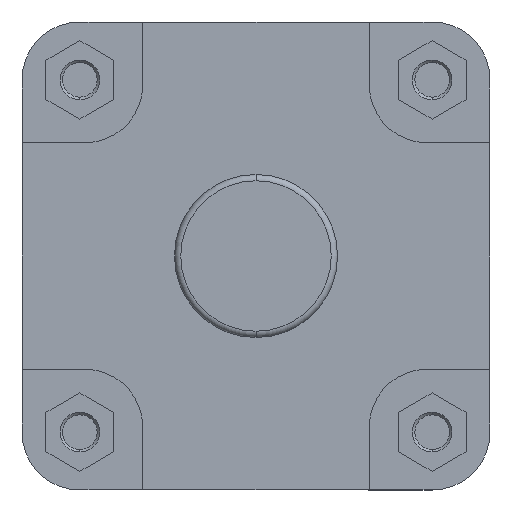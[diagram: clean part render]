
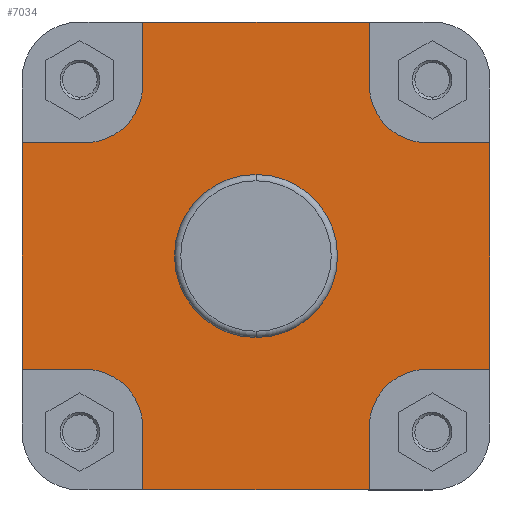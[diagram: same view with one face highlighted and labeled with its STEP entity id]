
A CAD part, left-side view. The second image highlights one B-rep face of the part: STEP entity #7034.
In plain terms, the highlighted planar face has unit normal (-1, 0, 0).
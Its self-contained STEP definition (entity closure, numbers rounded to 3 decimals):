
#121 = EDGE_CURVE ( 'NONE', #2790, #2789, #6413, .T. ) ;
#253 = EDGE_CURVE ( 'NONE', #2792, #2791, #6636, .T. ) ;
#254 = EDGE_CURVE ( 'NONE', #2793, #2792, #6641, .T. ) ;
#255 = EDGE_CURVE ( 'NONE', #2794, #2793, #6640, .T. ) ;
#256 = EDGE_CURVE ( 'NONE', #2795, #2794, #6639, .T. ) ;
#257 = EDGE_CURVE ( 'NONE', #2796, #2795, #6638, .T. ) ;
#258 = EDGE_CURVE ( 'NONE', #2797, #2796, #6648, .T. ) ;
#259 = EDGE_CURVE ( 'NONE', #2782, #2797, #6647, .T. ) ;
#436 = AXIS2_PLACEMENT_3D ( 'NONE', #3414, #3415, #3416 ) ;
#438 = AXIS2_PLACEMENT_3D ( 'NONE', #3423, #3424, #3425 ) ;
#719 = AXIS2_PLACEMENT_3D ( 'NONE', #4865, #4877, #4878 ) ;
#736 = AXIS2_PLACEMENT_3D ( 'NONE', #4942, #4974, #4975 ) ;
#806 = AXIS2_PLACEMENT_3D ( 'NONE', #5292, #5295, #5296 ) ;
#817 = AXIS2_PLACEMENT_3D ( 'NONE', #5331, #5339, #5340 ) ;
#822 = AXIS2_PLACEMENT_3D ( 'NONE', #5419, #5449, #5450 ) ;
#1039 = EDGE_LOOP ( 'NONE', ( #5875, #5876 ) ) ;
#1115 = EDGE_LOOP ( 'NONE', ( #5877, #5878, #5879, #5880, #5881, #5882, #5883, #5884, #5885, #5886, #5887, #5888, #5889, #5890, #5891, #5892 ) ) ;
#2068 = FACE_OUTER_BOUND ( 'NONE', #1115, .T. ) ;
#2075 = FACE_BOUND ( 'NONE', #1039, .T. ) ;
#2110 = VECTOR ( 'NONE', #4977, 1000. ) ;
#2112 = LINE ( 'NONE', #4976, #2110 ) ;
#2114 = LINE ( 'NONE', #4971, #2115 ) ;
#2115 = VECTOR ( 'NONE', #4972, 1000. ) ;
#2117 = CIRCLE ( 'NONE', #736, 23. ) ;
#2145 = VECTOR ( 'NONE', #5045, 1000. ) ;
#2146 = LINE ( 'NONE', #5044, #2145 ) ;
#2257 = LINE ( 'NONE', #5272, #2267 ) ;
#2267 = VECTOR ( 'NONE', #5278, 1000. ) ;
#2269 = LINE ( 'NONE', #5279, #2270 ) ;
#2270 = VECTOR ( 'NONE', #5280, 1000. ) ;
#2271 = VECTOR ( 'NONE', #5293, 1000. ) ;
#2276 = LINE ( 'NONE', #5284, #2271 ) ;
#2280 = CIRCLE ( 'NONE', #806, 23. ) ;
#2302 = CIRCLE ( 'NONE', #817, 32.4 ) ;
#2392 = CIRCLE ( 'NONE', #822, 32.4 ) ;
#2724 = VERTEX_POINT ( 'NONE', #3916 ) ;
#2725 = VERTEX_POINT ( 'NONE', #3917 ) ;
#2782 = VERTEX_POINT ( 'NONE', #3974 ) ;
#2783 = VERTEX_POINT ( 'NONE', #3975 ) ;
#2784 = VERTEX_POINT ( 'NONE', #3976 ) ;
#2785 = VERTEX_POINT ( 'NONE', #3977 ) ;
#2786 = VERTEX_POINT ( 'NONE', #3978 ) ;
#2787 = VERTEX_POINT ( 'NONE', #3979 ) ;
#2788 = VERTEX_POINT ( 'NONE', #3980 ) ;
#2789 = VERTEX_POINT ( 'NONE', #3981 ) ;
#2790 = VERTEX_POINT ( 'NONE', #3982 ) ;
#2791 = VERTEX_POINT ( 'NONE', #3983 ) ;
#2792 = VERTEX_POINT ( 'NONE', #3984 ) ;
#2793 = VERTEX_POINT ( 'NONE', #3985 ) ;
#2794 = VERTEX_POINT ( 'NONE', #3986 ) ;
#2795 = VERTEX_POINT ( 'NONE', #3987 ) ;
#2796 = VERTEX_POINT ( 'NONE', #3988 ) ;
#2797 = VERTEX_POINT ( 'NONE', #3989 ) ;
#3095 = CARTESIAN_POINT ( 'NONE',  ( 55., -45., 93. ) ) ;
#3109 = DIRECTION ( 'NONE',  ( 0., 0., -1. ) ) ;
#3411 = CARTESIAN_POINT ( 'NONE',  ( 55., 93., 45. ) ) ;
#3412 = CARTESIAN_POINT ( 'NONE',  ( 55., 45., 68. ) ) ;
#3413 = DIRECTION ( 'NONE',  ( 0., 0., 1. ) ) ;
#3414 = CARTESIAN_POINT ( 'NONE',  ( 55., 68., 68. ) ) ;
#3415 = DIRECTION ( 'NONE',  ( -1., 0., 0. ) ) ;
#3416 = DIRECTION ( 'NONE',  ( 0., 0., -1. ) ) ;
#3417 = CARTESIAN_POINT ( 'NONE',  ( 55., 93., 0. ) ) ;
#3418 = DIRECTION ( 'NONE',  ( 0., -1., 0. ) ) ;
#3419 = CARTESIAN_POINT ( 'NONE',  ( 55., 68., -45. ) ) ;
#3420 = DIRECTION ( 'NONE',  ( 0., 0., 1. ) ) ;
#3421 = CARTESIAN_POINT ( 'NONE',  ( 55., 45., -93. ) ) ;
#3422 = DIRECTION ( 'NONE',  ( 0., 1., 0. ) ) ;
#3423 = CARTESIAN_POINT ( 'NONE',  ( 55., 68., -68. ) ) ;
#3424 = DIRECTION ( 'NONE',  ( -1., 0., 0. ) ) ;
#3425 = DIRECTION ( 'NONE',  ( 0., 0., -1. ) ) ;
#3427 = DIRECTION ( 'NONE',  ( 0., 0., 1. ) ) ;
#3916 = CARTESIAN_POINT ( 'NONE',  ( 55., 0., 32.4 ) ) ;
#3917 = CARTESIAN_POINT ( 'NONE',  ( 55., 0., -32.4 ) ) ;
#3974 = CARTESIAN_POINT ( 'NONE',  ( 55., 45., -93. ) ) ;
#3975 = CARTESIAN_POINT ( 'NONE',  ( 55., -45., -93. ) ) ;
#3976 = CARTESIAN_POINT ( 'NONE',  ( 55., -45., -68. ) ) ;
#3977 = CARTESIAN_POINT ( 'NONE',  ( 55., -68., -45. ) ) ;
#3978 = CARTESIAN_POINT ( 'NONE',  ( 55., -93., -45. ) ) ;
#3979 = CARTESIAN_POINT ( 'NONE',  ( 55., -93., 45. ) ) ;
#3980 = CARTESIAN_POINT ( 'NONE',  ( 55., -68., 45. ) ) ;
#3981 = CARTESIAN_POINT ( 'NONE',  ( 55., -45., 68. ) ) ;
#3982 = CARTESIAN_POINT ( 'NONE',  ( 55., -45., 93. ) ) ;
#3983 = CARTESIAN_POINT ( 'NONE',  ( 55., 45., 93. ) ) ;
#3984 = CARTESIAN_POINT ( 'NONE',  ( 55., 45., 68. ) ) ;
#3985 = CARTESIAN_POINT ( 'NONE',  ( 55., 68., 45. ) ) ;
#3986 = CARTESIAN_POINT ( 'NONE',  ( 55., 93., 45. ) ) ;
#3987 = CARTESIAN_POINT ( 'NONE',  ( 55., 93., -45. ) ) ;
#3988 = CARTESIAN_POINT ( 'NONE',  ( 55., 68., -45. ) ) ;
#3989 = CARTESIAN_POINT ( 'NONE',  ( 55., 45., -68. ) ) ;
#4865 = CARTESIAN_POINT ( 'NONE',  ( 55., 32.4, 0. ) ) ;
#4876 = PLANE ( 'NONE',  #719 ) ;
#4877 = DIRECTION ( 'NONE',  ( 1., 0., 0. ) ) ;
#4878 = DIRECTION ( 'NONE',  ( 0., 0., -1. ) ) ;
#4942 = CARTESIAN_POINT ( 'NONE',  ( 55., -68., 68. ) ) ;
#4971 = CARTESIAN_POINT ( 'NONE',  ( 55., -93., 0. ) ) ;
#4972 = DIRECTION ( 'NONE',  ( 0., 0., 1. ) ) ;
#4974 = DIRECTION ( 'NONE',  ( -1., 0., 0. ) ) ;
#4975 = DIRECTION ( 'NONE',  ( 0., 0., -1. ) ) ;
#4976 = CARTESIAN_POINT ( 'NONE',  ( 55., -68., 45. ) ) ;
#4977 = DIRECTION ( 'NONE',  ( 0., -1., 0. ) ) ;
#5044 = CARTESIAN_POINT ( 'NONE',  ( 55., -204.741, 93. ) ) ;
#5045 = DIRECTION ( 'NONE',  ( 0., -1., 0. ) ) ;
#5272 = CARTESIAN_POINT ( 'NONE',  ( 55., -45., -68. ) ) ;
#5278 = DIRECTION ( 'NONE',  ( 0., 0., -1. ) ) ;
#5279 = CARTESIAN_POINT ( 'NONE',  ( 55., -204.741, -93. ) ) ;
#5280 = DIRECTION ( 'NONE',  ( 0., -1., 0. ) ) ;
#5284 = CARTESIAN_POINT ( 'NONE',  ( 55., -93., -45. ) ) ;
#5292 = CARTESIAN_POINT ( 'NONE',  ( 55., -68., -68. ) ) ;
#5293 = DIRECTION ( 'NONE',  ( 0., 1., 0. ) ) ;
#5295 = DIRECTION ( 'NONE',  ( -1., 0., 0. ) ) ;
#5296 = DIRECTION ( 'NONE',  ( 0., 0., -1. ) ) ;
#5331 = CARTESIAN_POINT ( 'NONE',  ( 55., 0., 0. ) ) ;
#5339 = DIRECTION ( 'NONE',  ( -1., 0., 0. ) ) ;
#5340 = DIRECTION ( 'NONE',  ( 0., 0., 1. ) ) ;
#5419 = CARTESIAN_POINT ( 'NONE',  ( 55., 0., 0. ) ) ;
#5449 = DIRECTION ( 'NONE',  ( -1., 0., 0. ) ) ;
#5450 = DIRECTION ( 'NONE',  ( 0., 0., 1. ) ) ;
#5875 = ORIENTED_EDGE ( 'NONE', *, *, #7239, .F. ) ;
#5876 = ORIENTED_EDGE ( 'NONE', *, *, #7189, .F. ) ;
#5877 = ORIENTED_EDGE ( 'NONE', *, *, #7167, .T. ) ;
#5878 = ORIENTED_EDGE ( 'NONE', *, *, #7166, .F. ) ;
#5879 = ORIENTED_EDGE ( 'NONE', *, *, #7173, .F. ) ;
#5880 = ORIENTED_EDGE ( 'NONE', *, *, #7172, .F. ) ;
#5881 = ORIENTED_EDGE ( 'NONE', *, *, #7061, .T. ) ;
#5882 = ORIENTED_EDGE ( 'NONE', *, *, #7063, .F. ) ;
#5883 = ORIENTED_EDGE ( 'NONE', *, *, #7062, .F. ) ;
#5884 = ORIENTED_EDGE ( 'NONE', *, *, #121, .F. ) ;
#5885 = ORIENTED_EDGE ( 'NONE', *, *, #7084, .F. ) ;
#5886 = ORIENTED_EDGE ( 'NONE', *, *, #253, .F. ) ;
#5887 = ORIENTED_EDGE ( 'NONE', *, *, #254, .F. ) ;
#5888 = ORIENTED_EDGE ( 'NONE', *, *, #255, .F. ) ;
#5889 = ORIENTED_EDGE ( 'NONE', *, *, #256, .F. ) ;
#5890 = ORIENTED_EDGE ( 'NONE', *, *, #257, .F. ) ;
#5891 = ORIENTED_EDGE ( 'NONE', *, *, #258, .F. ) ;
#5892 = ORIENTED_EDGE ( 'NONE', *, *, #259, .F. ) ;
#6407 = VECTOR ( 'NONE', #3109, 1000. ) ;
#6413 = LINE ( 'NONE', #3095, #6407 ) ;
#6632 = VECTOR ( 'NONE', #3418, 1000. ) ;
#6636 = LINE ( 'NONE', #3412, #6637 ) ;
#6637 = VECTOR ( 'NONE', #3413, 1000. ) ;
#6638 = LINE ( 'NONE', #3419, #6644 ) ;
#6639 = LINE ( 'NONE', #3417, #6642 ) ;
#6640 = LINE ( 'NONE', #3411, #6632 ) ;
#6641 = CIRCLE ( 'NONE', #436, 23. ) ;
#6642 = VECTOR ( 'NONE', #3420, 1000. ) ;
#6644 = VECTOR ( 'NONE', #3422, 1000. ) ;
#6645 = VECTOR ( 'NONE', #3427, 1000. ) ;
#6647 = LINE ( 'NONE', #3421, #6645 ) ;
#6648 = CIRCLE ( 'NONE', #438, 23. ) ;
#7034 = ADVANCED_FACE ( 'NONE', ( #2075, #2068 ), #4876, .F. ) ;
#7061 = EDGE_CURVE ( 'NONE', #2786, #2787, #2114, .T. ) ;
#7062 = EDGE_CURVE ( 'NONE', #2789, #2788, #2117, .T. ) ;
#7063 = EDGE_CURVE ( 'NONE', #2788, #2787, #2112, .T. ) ;
#7084 = EDGE_CURVE ( 'NONE', #2791, #2790, #2146, .T. ) ;
#7166 = EDGE_CURVE ( 'NONE', #2784, #2783, #2257, .T. ) ;
#7167 = EDGE_CURVE ( 'NONE', #2782, #2783, #2269, .T. ) ;
#7172 = EDGE_CURVE ( 'NONE', #2786, #2785, #2276, .T. ) ;
#7173 = EDGE_CURVE ( 'NONE', #2785, #2784, #2280, .T. ) ;
#7189 = EDGE_CURVE ( 'NONE', #2725, #2724, #2302, .T. ) ;
#7239 = EDGE_CURVE ( 'NONE', #2724, #2725, #2392, .T. ) ;
